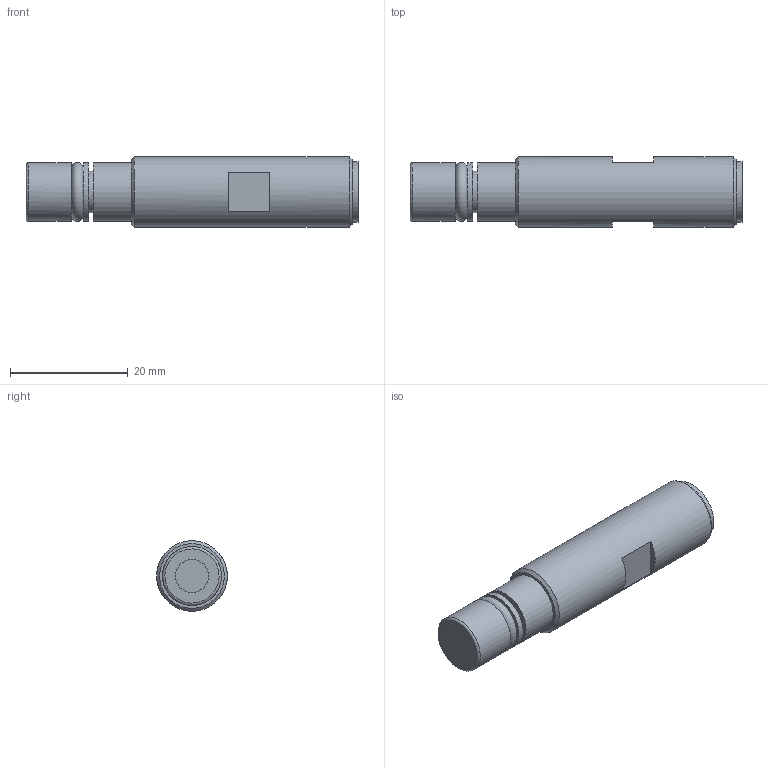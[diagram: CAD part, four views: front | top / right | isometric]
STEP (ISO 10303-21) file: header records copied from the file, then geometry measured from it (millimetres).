
FILE_DESCRIPTION((''),'2;1');
FILE_NAME('08310003600 - 0.stp','2012-09-04T10:47:06',('henry.ebert'),(''),'Autodesk Inventor 2012','Autodesk Inventor 2012','');
FILE_SCHEMA(('AUTOMOTIVE_DESIGN { 1 0 10303 214 1 1 1 1 }'));
Length unit declared in the file: millimetre
Products named in the file (1): 08310003600 - 0_Konturvereinfachung_1
Bounding box: 56.4 x 12 x 12 mm (x, y, z)
Volume: 3733.3 mm3; surface area: 4665 mm2
Topology: 1 solids, 7 shells, 192 faces, 461 edges, 294 vertices
Faces by surface type: plane 78, cylinder 75, cone 25, torus 10, sphere 4
Full cylindrical faces by diameter (mm): 1 x4, 1.1 x4, 1.3 x4, 1.5 x4, 1.6 x1, 2 x4, 2.3 x1, 2.5 x1, 5.7 x1, 6 x2, 7 x3, 7.2 x2, 7.459 x2, 7.46 x2, 8.4 x1, 8.5 x1, 9.9 x2, 10 x2, 10.05 x1, 10.3 x1, 12 x1
Entity records: 5346 total; most frequent: CARTESIAN_POINT 1213, DIRECTION 835, ORIENTED_EDGE 666, AXIS2_PLACEMENT_3D 361, EDGE_CURVE 333, EDGE_LOOP 303, VERTEX_POINT 251, STYLED_ITEM 193
